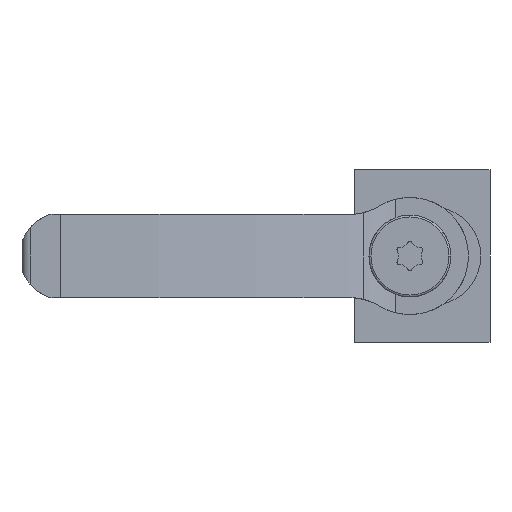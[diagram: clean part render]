
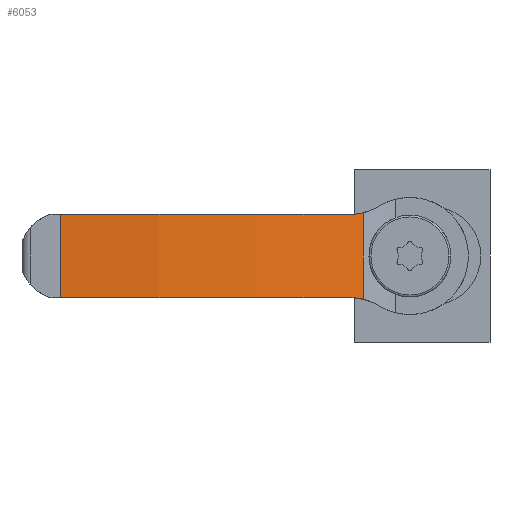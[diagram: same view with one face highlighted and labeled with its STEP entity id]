
A CAD part, left-side view. The second image highlights one B-rep face of the part: STEP entity #6053.
In plain terms, the highlighted cylindrical face has radius 129.305 mm (diameter 258.611 mm), a partial arc.
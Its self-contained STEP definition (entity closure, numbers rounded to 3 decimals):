
#1079=CARTESIAN_POINT('',(-29.165,20.59,-21.022));
#1080=CARTESIAN_POINT('',(-29.267,20.836,
-20.961));
#1081=CARTESIAN_POINT('',(-29.471,21.333,
-20.861));
#1082=CARTESIAN_POINT('',(-29.775,22.088,
-20.77));
#1083=CARTESIAN_POINT('',(-29.975,22.593,-20.75));
#1084=CARTESIAN_POINT('',(-30.074,22.846,-20.75));
#1115=CARTESIAN_POINT('',(90.305,70.055,-20.75));
#1116=DIRECTION('',(0.,0.,1.));
#1117=DIRECTION('',(-1.,-0.003,0.));
#1118=AXIS2_PLACEMENT_3D('',#1115,#1116,#1117);
#1139=CARTESIAN_POINT('',(90.305,70.055,-7.25));
#1140=DIRECTION('',(0.,0.,-1.));
#1141=DIRECTION('',(-0.931,-0.365,0.));
#1142=AXIS2_PLACEMENT_3D('',#1139,#1140,#1141);
#1176=CARTESIAN_POINT('',(-30.074,22.846,-7.25));
#1177=CARTESIAN_POINT('',(-29.975,22.593,-7.25));
#1178=CARTESIAN_POINT('',(-29.775,22.088,
-7.23));
#1179=CARTESIAN_POINT('',(-29.471,21.333,
-7.139));
#1180=CARTESIAN_POINT('',(-29.267,20.836,
-7.039));
#1181=CARTESIAN_POINT('',(-29.165,20.59,-6.978));
#1187=DIRECTION('',(0.,0.,1.));
#1188=VECTOR('',#1187,13.5);
#1189=CARTESIAN_POINT('',(-39.,69.7,-20.75));
#1190=LINE('',#1189,#1188);
#1191=DIRECTION('',(0.,0.,-1.));
#1192=VECTOR('',#1191,14.043);
#1193=CARTESIAN_POINT('',(-29.165,20.59,-6.978));
#1194=LINE('',#1193,#1192);
#3622=CARTESIAN_POINT('',(-30.074,22.846,-7.25));
#3623=VERTEX_POINT('',#3622);
#3624=VERTEX_POINT('',#1181);
#3635=CARTESIAN_POINT('',(-29.165,20.59,-21.022));
#3636=VERTEX_POINT('',#3635);
#3637=VERTEX_POINT('',#1084);
#3642=CARTESIAN_POINT('',(-39.,69.7,-20.75));
#3643=VERTEX_POINT('',#3642);
#3680=CARTESIAN_POINT('',(-39.,69.7,-7.25));
#3681=VERTEX_POINT('',#3680);
#6039=CARTESIAN_POINT('',(90.305,70.055,-21.303));
#6040=DIRECTION('',(0.,0.,1.));
#6041=DIRECTION('',(0.,1.,0.));
#6042=AXIS2_PLACEMENT_3D('',#6039,#6040,#6041);
#6043=CYLINDRICAL_SURFACE('',#6042,129.305);
#6044=ORIENTED_EDGE('',*,*,#5932,.T.);
#6045=ORIENTED_EDGE('',*,*,#5962,.F.);
#6047=ORIENTED_EDGE('',*,*,#6046,.T.);
#6048=ORIENTED_EDGE('',*,*,#6005,.F.);
#6049=ORIENTED_EDGE('',*,*,#6033,.T.);
#6050=ORIENTED_EDGE('',*,*,#5910,.T.);
#6051=EDGE_LOOP('',(#6044,#6045,#6047,#6048,#6049,#6050));
#6052=FACE_OUTER_BOUND('',#6051,.F.);
#6053=ADVANCED_FACE('',(#6052),#6043,.T.);
#1085=B_SPLINE_CURVE_WITH_KNOTS('',3,(#1079,#1080,#1081,#1082,#1083,#1084),
.UNSPECIFIED.,.F.,.F.,(4,1,1,4),(0.,0.333,0.667,1.),
.UNSPECIFIED.);
#1119=CIRCLE('',#1118,129.305);
#1143=CIRCLE('',#1142,129.305);
#1182=B_SPLINE_CURVE_WITH_KNOTS('',3,(#1176,#1177,#1178,#1179,#1180,#1181),
.UNSPECIFIED.,.F.,.F.,(4,1,1,4),(0.,0.333,0.667,1.),
.UNSPECIFIED.);
#5910=EDGE_CURVE('',#3624,#3636,#1194,.T.);
#5932=EDGE_CURVE('',#3636,#3637,#1085,.T.);
#5962=EDGE_CURVE('',#3643,#3637,#1119,.T.);
#6005=EDGE_CURVE('',#3623,#3681,#1143,.T.);
#6033=EDGE_CURVE('',#3623,#3624,#1182,.T.);
#6046=EDGE_CURVE('',#3643,#3681,#1190,.T.);
